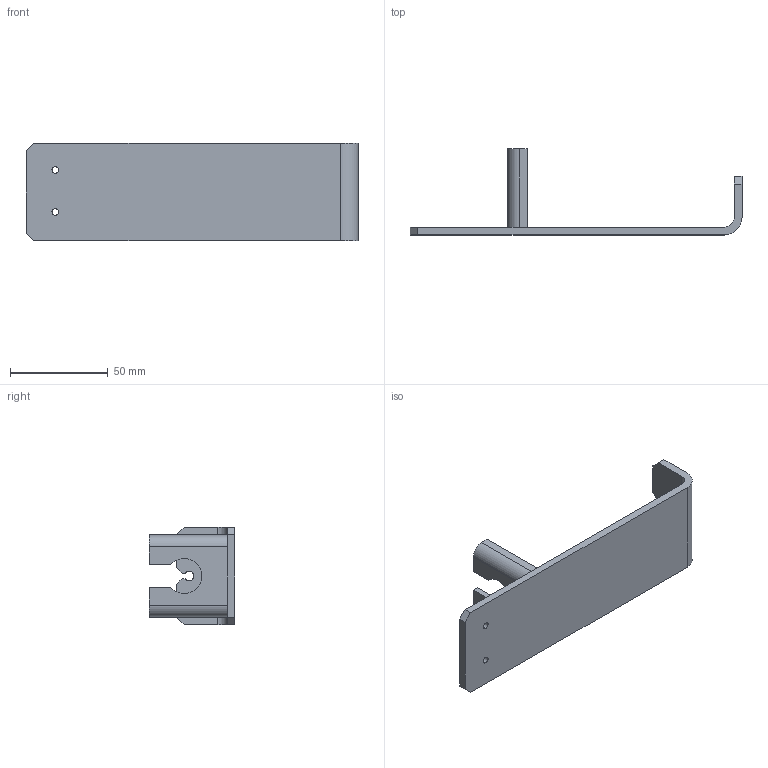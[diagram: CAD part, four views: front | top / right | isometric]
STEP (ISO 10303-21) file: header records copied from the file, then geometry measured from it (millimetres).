
FILE_DESCRIPTION (( 'STEP AP203' ), '1' );
FILE_NAME ('Support-verin_Défaut_sldprt.STEP', '2017-12-12T20:33:01', ( '' ), ( '' ), 'SwSTEP 2.0', 'SolidWorks 2016', '' );
FILE_SCHEMA (( 'CONFIG_CONTROL_DESIGN' ));
Length unit declared in the file: millimetre
Products named in the file (1): Support-verin_Défaut_sldprt
Bounding box: 170 x 44 x 50 mm (x, y, z)
Volume: 43402.8 mm3; surface area: 25016.4 mm2
Topology: 1 solids, 1 shells, 45 faces, 126 edges, 84 vertices
Faces by surface type: plane 29, cylinder 16
Entity records: 1537 total; most frequent: CARTESIAN_POINT 256, ORIENTED_EDGE 252, DIRECTION 250, EDGE_CURVE 126, VECTOR 94, LINE 94, VERTEX_POINT 84, AXIS2_PLACEMENT_3D 78
